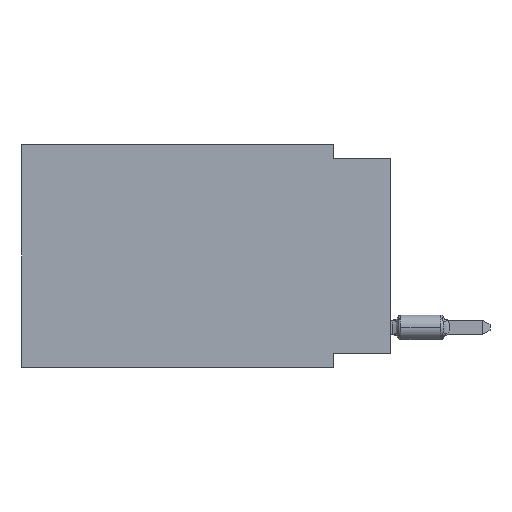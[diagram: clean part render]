
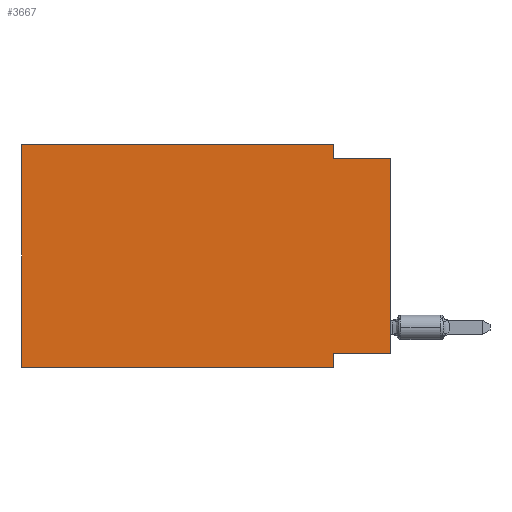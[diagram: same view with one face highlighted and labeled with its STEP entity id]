
A CAD part, left-side view. The second image highlights one B-rep face of the part: STEP entity #3667.
In plain terms, the highlighted planar face has unit normal (-1, 0, 0).
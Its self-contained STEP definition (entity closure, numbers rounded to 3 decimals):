
#136 = CARTESIAN_POINT ( 'NONE',  ( 0., 16.383, 0. ) ) ;
#151 = EDGE_LOOP ( 'NONE', ( #4584, #2840, #6350, #2889, #764, #4017, #7367, #709 ) ) ;
#198 = CARTESIAN_POINT ( 'NONE',  ( 0., 2.54, 0. ) ) ;
#709 = ORIENTED_EDGE ( 'NONE', *, *, #9656, .F. ) ;
#764 = ORIENTED_EDGE ( 'NONE', *, *, #7283, .F. ) ;
#782 = CARTESIAN_POINT ( 'NONE',  ( 0., 2.54, -0.635 ) ) ;
#839 = AXIS2_PLACEMENT_3D ( 'NONE', #12123, #7387, #9203 ) ;
#1075 = VERTEX_POINT ( 'NONE', #1881 ) ;
#1156 = VERTEX_POINT ( 'NONE', #10930 ) ;
#1344 = CARTESIAN_POINT ( 'NONE',  ( 0., 16.383, -9.906 ) ) ;
#1514 = CARTESIAN_POINT ( 'NONE',  ( 0., 0., -9.271 ) ) ;
#1519 = VERTEX_POINT ( 'NONE', #8122 ) ;
#1814 = CARTESIAN_POINT ( 'NONE',  ( 0., 16.383, 0. ) ) ;
#1826 = DIRECTION ( 'NONE',  ( 0., 0., -1. ) ) ;
#1881 = CARTESIAN_POINT ( 'NONE',  ( 0., 16.383, 0. ) ) ;
#2056 = VECTOR ( 'NONE', #9163, 1000. ) ;
#2258 = VERTEX_POINT ( 'NONE', #6266 ) ;
#2265 = EDGE_CURVE ( 'NONE', #1075, #2258, #11007, .T. ) ;
#2323 = CARTESIAN_POINT ( 'NONE',  ( 0., 16.383, -9.906 ) ) ;
#2840 = ORIENTED_EDGE ( 'NONE', *, *, #8950, .F. ) ;
#2867 = LINE ( 'NONE', #11663, #4610 ) ;
#2889 = ORIENTED_EDGE ( 'NONE', *, *, #2265, .F. ) ;
#2910 = CARTESIAN_POINT ( 'NONE',  ( 0., 0., -0.635 ) ) ;
#3442 = DIRECTION ( 'NONE',  ( 0., 0., 1. ) ) ;
#3667 = ADVANCED_FACE ( 'NONE', ( #4349 ), #12188, .F. ) ;
#4017 = ORIENTED_EDGE ( 'NONE', *, *, #7932, .T. ) ;
#4128 = DIRECTION ( 'NONE',  ( 0., 0., -1. ) ) ;
#4317 = CARTESIAN_POINT ( 'NONE',  ( 0., 0., -0.635 ) ) ;
#4349 = FACE_OUTER_BOUND ( 'NONE', #151, .T. ) ;
#4403 = VERTEX_POINT ( 'NONE', #1344 ) ;
#4406 = VECTOR ( 'NONE', #3442, 1000. ) ;
#4584 = ORIENTED_EDGE ( 'NONE', *, *, #6503, .T. ) ;
#4610 = VECTOR ( 'NONE', #1826, 1000. ) ;
#4911 = VECTOR ( 'NONE', #8526, 1000. ) ;
#4966 = VERTEX_POINT ( 'NONE', #1514 ) ;
#5503 = CARTESIAN_POINT ( 'NONE',  ( 0., 0., 0. ) ) ;
#6074 = LINE ( 'NONE', #198, #10204 ) ;
#6250 = EDGE_CURVE ( 'NONE', #1156, #1519, #2867, .T. ) ;
#6266 = CARTESIAN_POINT ( 'NONE',  ( 0., 2.54, 0. ) ) ;
#6350 = ORIENTED_EDGE ( 'NONE', *, *, #6747, .F. ) ;
#6407 = VECTOR ( 'NONE', #12623, 1000. ) ;
#6503 = EDGE_CURVE ( 'NONE', #4966, #11416, #12315, .T. ) ;
#6747 = EDGE_CURVE ( 'NONE', #2258, #11309, #6074, .T. ) ;
#7283 = EDGE_CURVE ( 'NONE', #4403, #1075, #11524, .T. ) ;
#7367 = ORIENTED_EDGE ( 'NONE', *, *, #6250, .F. ) ;
#7387 = DIRECTION ( 'NONE',  ( 1., 0., 0. ) ) ;
#7807 = LINE ( 'NONE', #2910, #6407 ) ;
#7932 = EDGE_CURVE ( 'NONE', #4403, #1519, #11180, .T. ) ;
#8122 = CARTESIAN_POINT ( 'NONE',  ( 0., 2.54, -9.906 ) ) ;
#8526 = DIRECTION ( 'NONE',  ( 0., 0., 1. ) ) ;
#8950 = EDGE_CURVE ( 'NONE', #11309, #11416, #7807, .T. ) ;
#9163 = DIRECTION ( 'NONE',  ( 0., -1., 0. ) ) ;
#9203 = DIRECTION ( 'NONE',  ( 0., 0., -1. ) ) ;
#9457 = LINE ( 'NONE', #9585, #10565 ) ;
#9585 = CARTESIAN_POINT ( 'NONE',  ( 0., 0., -9.271 ) ) ;
#9656 = EDGE_CURVE ( 'NONE', #4966, #1156, #9457, .T. ) ;
#10204 = VECTOR ( 'NONE', #4128, 1000. ) ;
#10565 = VECTOR ( 'NONE', #10578, 1000. ) ;
#10578 = DIRECTION ( 'NONE',  ( 0., 1., 0. ) ) ;
#10930 = CARTESIAN_POINT ( 'NONE',  ( 0., 2.54, -9.271 ) ) ;
#11007 = LINE ( 'NONE', #136, #12344 ) ;
#11180 = LINE ( 'NONE', #2323, #2056 ) ;
#11255 = DIRECTION ( 'NONE',  ( 0., -1., 0. ) ) ;
#11309 = VERTEX_POINT ( 'NONE', #782 ) ;
#11416 = VERTEX_POINT ( 'NONE', #4317 ) ;
#11524 = LINE ( 'NONE', #1814, #4911 ) ;
#11663 = CARTESIAN_POINT ( 'NONE',  ( 0., 2.54, -9.906 ) ) ;
#12123 = CARTESIAN_POINT ( 'NONE',  ( 0., 16.383, 0. ) ) ;
#12188 = PLANE ( 'NONE',  #839 ) ;
#12315 = LINE ( 'NONE', #5503, #4406 ) ;
#12344 = VECTOR ( 'NONE', #11255, 1000. ) ;
#12623 = DIRECTION ( 'NONE',  ( 0., -1., 0. ) ) ;
